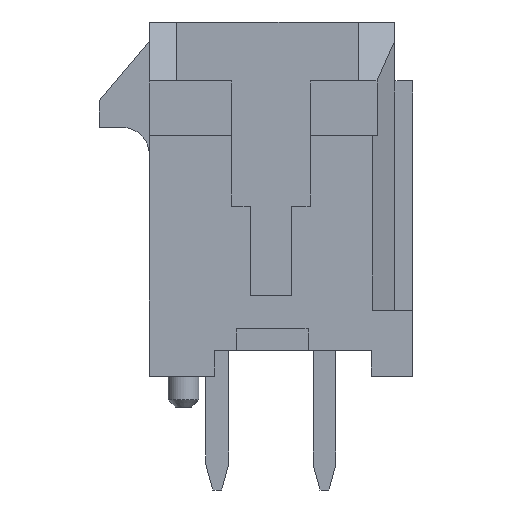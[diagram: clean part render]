
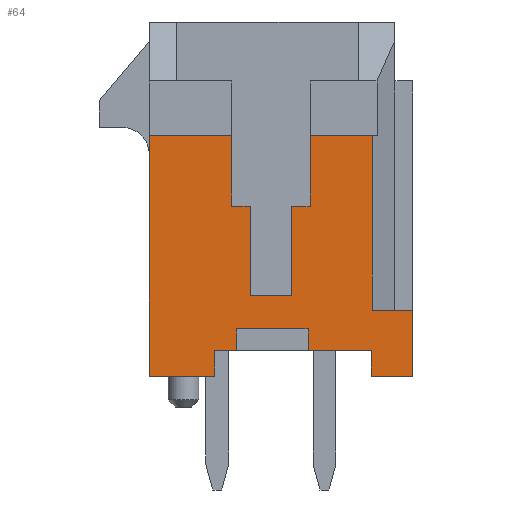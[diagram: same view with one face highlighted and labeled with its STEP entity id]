
A CAD part, left-side view. The second image highlights one B-rep face of the part: STEP entity #64.
In plain terms, the highlighted planar face has unit normal (-1, 0, 0).
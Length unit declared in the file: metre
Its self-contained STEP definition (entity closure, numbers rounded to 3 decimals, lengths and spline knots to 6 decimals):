
#64 = ADVANCED_FACE( '', ( #297 ), #298, .T. );
#297 = FACE_OUTER_BOUND( '', #732, .T. );
#298 = PLANE( '', #733 );
#732 = EDGE_LOOP( '', ( #1262, #1263, #1264, #1265, #1266, #1267, #1268, #1269, #1270, #1271, #1272, #1273, #1274, #1275, #1276, #1277, #1278, #1279, #1280, #1281, #1282, #1283 ) );
#733 = AXIS2_PLACEMENT_3D( '', #1284, #1285, #1286 );
#1262 = ORIENTED_EDGE( '', *, *, #2927, .T. );
#1263 = ORIENTED_EDGE( '', *, *, #2928, .T. );
#1264 = ORIENTED_EDGE( '', *, *, #2929, .T. );
#1265 = ORIENTED_EDGE( '', *, *, #2930, .T. );
#1266 = ORIENTED_EDGE( '', *, *, #2931, .T. );
#1267 = ORIENTED_EDGE( '', *, *, #2932, .F. );
#1268 = ORIENTED_EDGE( '', *, *, #2933, .T. );
#1269 = ORIENTED_EDGE( '', *, *, #2934, .T. );
#1270 = ORIENTED_EDGE( '', *, *, #2898, .T. );
#1271 = ORIENTED_EDGE( '', *, *, #2935, .T. );
#1272 = ORIENTED_EDGE( '', *, *, #2936, .T. );
#1273 = ORIENTED_EDGE( '', *, *, #2937, .T. );
#1274 = ORIENTED_EDGE( '', *, *, #2938, .T. );
#1275 = ORIENTED_EDGE( '', *, *, #2939, .T. );
#1276 = ORIENTED_EDGE( '', *, *, #2940, .T. );
#1277 = ORIENTED_EDGE( '', *, *, #2941, .T. );
#1278 = ORIENTED_EDGE( '', *, *, #2942, .T. );
#1279 = ORIENTED_EDGE( '', *, *, #2943, .T. );
#1280 = ORIENTED_EDGE( '', *, *, #2944, .T. );
#1281 = ORIENTED_EDGE( '', *, *, #2945, .F. );
#1282 = ORIENTED_EDGE( '', *, *, #2946, .T. );
#1283 = ORIENTED_EDGE( '', *, *, #2947, .T. );
#1284 = CARTESIAN_POINT( '', ( -0.005075, 0., 0. ) );
#1285 = DIRECTION( '', ( -1., 0., 0. ) );
#1286 = DIRECTION( '', ( 0., 0., 1. ) );
#2898 = EDGE_CURVE( '', #3494, #3492, #3495, .T. );
#2927 = EDGE_CURVE( '', #3551, #3552, #3553, .T. );
#2928 = EDGE_CURVE( '', #3552, #3554, #3555, .T. );
#2929 = EDGE_CURVE( '', #3554, #3556, #3557, .T. );
#2930 = EDGE_CURVE( '', #3556, #3558, #3559, .T. );
#2931 = EDGE_CURVE( '', #3558, #3560, #3561, .T. );
#2932 = EDGE_CURVE( '', #3562, #3560, #3563, .T. );
#2933 = EDGE_CURVE( '', #3562, #3564, #3565, .T. );
#2934 = EDGE_CURVE( '', #3564, #3494, #3566, .T. );
#2935 = EDGE_CURVE( '', #3492, #3567, #3568, .T. );
#2936 = EDGE_CURVE( '', #3567, #3569, #3570, .T. );
#2937 = EDGE_CURVE( '', #3569, #3571, #3572, .T. );
#2938 = EDGE_CURVE( '', #3571, #3573, #3574, .T. );
#2939 = EDGE_CURVE( '', #3573, #3575, #3576, .T. );
#2940 = EDGE_CURVE( '', #3575, #3577, #3578, .T. );
#2941 = EDGE_CURVE( '', #3577, #3579, #3580, .T. );
#2942 = EDGE_CURVE( '', #3579, #3581, #3582, .T. );
#2943 = EDGE_CURVE( '', #3581, #3583, #3584, .T. );
#2944 = EDGE_CURVE( '', #3583, #3585, #3586, .T. );
#2945 = EDGE_CURVE( '', #3587, #3585, #3588, .T. );
#2946 = EDGE_CURVE( '', #3587, #3589, #3590, .T. );
#2947 = EDGE_CURVE( '', #3589, #3551, #3591, .T. );
#3492 = VERTEX_POINT( '', #4441 );
#3494 = VERTEX_POINT( '', #4444 );
#3495 = LINE( '', #4445, #4446 );
#3551 = VERTEX_POINT( '', #4529 );
#3552 = VERTEX_POINT( '', #4530 );
#3553 = LINE( '', #4531, #4532 );
#3554 = VERTEX_POINT( '', #4533 );
#3555 = LINE( '', #4534, #4535 );
#3556 = VERTEX_POINT( '', #4536 );
#3557 = LINE( '', #4537, #4538 );
#3558 = VERTEX_POINT( '', #4539 );
#3559 = LINE( '', #4540, #4541 );
#3560 = VERTEX_POINT( '', #4542 );
#3561 = LINE( '', #4543, #4544 );
#3562 = VERTEX_POINT( '', #4545 );
#3563 = LINE( '', #4546, #4547 );
#3564 = VERTEX_POINT( '', #4548 );
#3565 = LINE( '', #4549, #4550 );
#3566 = LINE( '', #4551, #4552 );
#3567 = VERTEX_POINT( '', #4553 );
#3568 = LINE( '', #4554, #4555 );
#3569 = VERTEX_POINT( '', #4556 );
#3570 = LINE( '', #4557, #4558 );
#3571 = VERTEX_POINT( '', #4559 );
#3572 = LINE( '', #4560, #4561 );
#3573 = VERTEX_POINT( '', #4562 );
#3574 = LINE( '', #4563, #4564 );
#3575 = VERTEX_POINT( '', #4565 );
#3576 = LINE( '', #4566, #4567 );
#3577 = VERTEX_POINT( '', #4568 );
#3578 = LINE( '', #4569, #4570 );
#3579 = VERTEX_POINT( '', #4571 );
#3580 = LINE( '', #4572, #4573 );
#3581 = VERTEX_POINT( '', #4574 );
#3582 = LINE( '', #4575, #4576 );
#3583 = VERTEX_POINT( '', #4577 );
#3584 = LINE( '', #4578, #4579 );
#3585 = VERTEX_POINT( '', #4580 );
#3586 = LINE( '', #4581, #4582 );
#3587 = VERTEX_POINT( '', #4583 );
#3588 = LINE( '', #4584, #4585 );
#3589 = VERTEX_POINT( '', #4586 );
#3590 = LINE( '', #4587, #4588 );
#3591 = LINE( '', #4589, #4590 );
#4441 = CARTESIAN_POINT( '', ( -0.005075, 0.00157, -0.00496 ) );
#4444 = CARTESIAN_POINT( '', ( -0.005075, 0.0034, -0.00496 ) );
#4445 = CARTESIAN_POINT( '', ( -0.005075, 0.0034, -0.00496 ) );
#4446 = VECTOR( '', #5808, 1. );
#4529 = CARTESIAN_POINT( '', ( -0.005075, -0.0011, -0.0002 ) );
#4530 = CARTESIAN_POINT( '', ( -0.005075, -0.000575, -0.0002 ) );
#4531 = CARTESIAN_POINT( '', ( -0.005075, -0.0011, -0.0002 ) );
#4532 = VECTOR( '', #5839, 1. );
#4533 = CARTESIAN_POINT( '', ( -0.005075, -0.000575, -0.0027 ) );
#4534 = CARTESIAN_POINT( '', ( -0.005075, -0.000575, -0.0002 ) );
#4535 = VECTOR( '', #5840, 1. );
#4536 = CARTESIAN_POINT( '', ( -0.005075, 0.000575, -0.0027 ) );
#4537 = CARTESIAN_POINT( '', ( -0.005075, -0.000575, -0.0027 ) );
#4538 = VECTOR( '', #5841, 1. );
#4539 = CARTESIAN_POINT( '', ( -0.005075, 0.000575, -0.0002 ) );
#4540 = CARTESIAN_POINT( '', ( -0.005075, 0.000575, -0.0027 ) );
#4541 = VECTOR( '', #5842, 1. );
#4542 = CARTESIAN_POINT( '', ( -0.005075, 0.0011, -0.0002 ) );
#4543 = CARTESIAN_POINT( '', ( -0.005075, 0.000575, -0.0002 ) );
#4544 = VECTOR( '', #5843, 1. );
#4545 = CARTESIAN_POINT( '', ( -0.005075, 0.0011, 0.00178 ) );
#4546 = CARTESIAN_POINT( '', ( -0.005075, 0.0011, 0.00178 ) );
#4547 = VECTOR( '', #5844, 1. );
#4548 = CARTESIAN_POINT( '', ( -0.005075, 0.0034, 0.00178 ) );
#4549 = CARTESIAN_POINT( '', ( -0.005075, 0.0011, 0.00178 ) );
#4550 = VECTOR( '', #5845, 1. );
#4551 = CARTESIAN_POINT( '', ( -0.005075, 0.0034, 0.00178 ) );
#4552 = VECTOR( '', #5846, 1. );
#4553 = CARTESIAN_POINT( '', ( -0.005075, 0.00157, -0.004235 ) );
#4554 = CARTESIAN_POINT( '', ( -0.005075, 0.00157, -0.00496 ) );
#4555 = VECTOR( '', #5847, 1. );
#4556 = CARTESIAN_POINT( '', ( -0.005075, 0.00096, -0.004235 ) );
#4557 = CARTESIAN_POINT( '', ( -0.005075, 0.00157, -0.004235 ) );
#4558 = VECTOR( '', #5848, 1. );
#4559 = CARTESIAN_POINT( '', ( -0.005075, 0.00096, -0.003635 ) );
#4560 = CARTESIAN_POINT( '', ( -0.005075, 0.00096, -0.004235 ) );
#4561 = VECTOR( '', #5849, 1. );
#4562 = CARTESIAN_POINT( '', ( -0.005075, -0.00104, -0.003635 ) );
#4563 = CARTESIAN_POINT( '', ( -0.005075, 0.00096, -0.003635 ) );
#4564 = VECTOR( '', #5850, 1. );
#4565 = CARTESIAN_POINT( '', ( -0.005075, -0.00104, -0.004235 ) );
#4566 = CARTESIAN_POINT( '', ( -0.005075, -0.00104, -0.003635 ) );
#4567 = VECTOR( '', #5851, 1. );
#4568 = CARTESIAN_POINT( '', ( -0.005075, -0.00281, -0.004235 ) );
#4569 = CARTESIAN_POINT( '', ( -0.005075, -0.00104, -0.004235 ) );
#4570 = VECTOR( '', #5852, 1. );
#4571 = CARTESIAN_POINT( '', ( -0.005075, -0.00281, -0.00496 ) );
#4572 = CARTESIAN_POINT( '', ( -0.005075, -0.00281, -0.004235 ) );
#4573 = VECTOR( '', #5853, 1. );
#4574 = CARTESIAN_POINT( '', ( -0.005075, -0.00397, -0.00496 ) );
#4575 = CARTESIAN_POINT( '', ( -0.005075, -0.00281, -0.00496 ) );
#4576 = VECTOR( '', #5854, 1. );
#4577 = CARTESIAN_POINT( '', ( -0.005075, -0.00397, -0.00311 ) );
#4578 = CARTESIAN_POINT( '', ( -0.005075, -0.00397, -0.00496 ) );
#4579 = VECTOR( '', #5855, 1. );
#4580 = CARTESIAN_POINT( '', ( -0.005075, -0.002838, -0.00311 ) );
#4581 = CARTESIAN_POINT( '', ( -0.005075, -0.00397, -0.00311 ) );
#4582 = VECTOR( '', #5856, 1. );
#4583 = CARTESIAN_POINT( '', ( -0.005075, -0.002838, 0.00178 ) );
#4584 = CARTESIAN_POINT( '', ( -0.005075, -0.002838, 0.00178 ) );
#4585 = VECTOR( '', #5857, 1. );
#4586 = CARTESIAN_POINT( '', ( -0.005075, -0.0011, 0.00178 ) );
#4587 = CARTESIAN_POINT( '', ( -0.005075, -0.002838, 0.00178 ) );
#4588 = VECTOR( '', #5858, 1. );
#4589 = CARTESIAN_POINT( '', ( -0.005075, -0.0011, 0.00178 ) );
#4590 = VECTOR( '', #5859, 1. );
#5808 = DIRECTION( '', ( 0., -1., 0. ) );
#5839 = DIRECTION( '', ( 0., 1., 0. ) );
#5840 = DIRECTION( '', ( 0., 0., -1. ) );
#5841 = DIRECTION( '', ( 0., 1., 0. ) );
#5842 = DIRECTION( '', ( 0., 0., 1. ) );
#5843 = DIRECTION( '', ( 0., 1., 0. ) );
#5844 = DIRECTION( '', ( 0., 0., -1. ) );
#5845 = DIRECTION( '', ( 0., 1., 0. ) );
#5846 = DIRECTION( '', ( 0., 0., -1. ) );
#5847 = DIRECTION( '', ( 0., 0., 1. ) );
#5848 = DIRECTION( '', ( 0., -1., 0. ) );
#5849 = DIRECTION( '', ( 0., 0., 1. ) );
#5850 = DIRECTION( '', ( 0., -1., 0. ) );
#5851 = DIRECTION( '', ( 0., 0., -1. ) );
#5852 = DIRECTION( '', ( 0., -1., 0. ) );
#5853 = DIRECTION( '', ( 0., 0., -1. ) );
#5854 = DIRECTION( '', ( 0., -1., 0. ) );
#5855 = DIRECTION( '', ( 0., 0., 1. ) );
#5856 = DIRECTION( '', ( 0., 1., 0. ) );
#5857 = DIRECTION( '', ( 0., 0., -1. ) );
#5858 = DIRECTION( '', ( 0., 1., 0. ) );
#5859 = DIRECTION( '', ( 0., 0., -1. ) );
